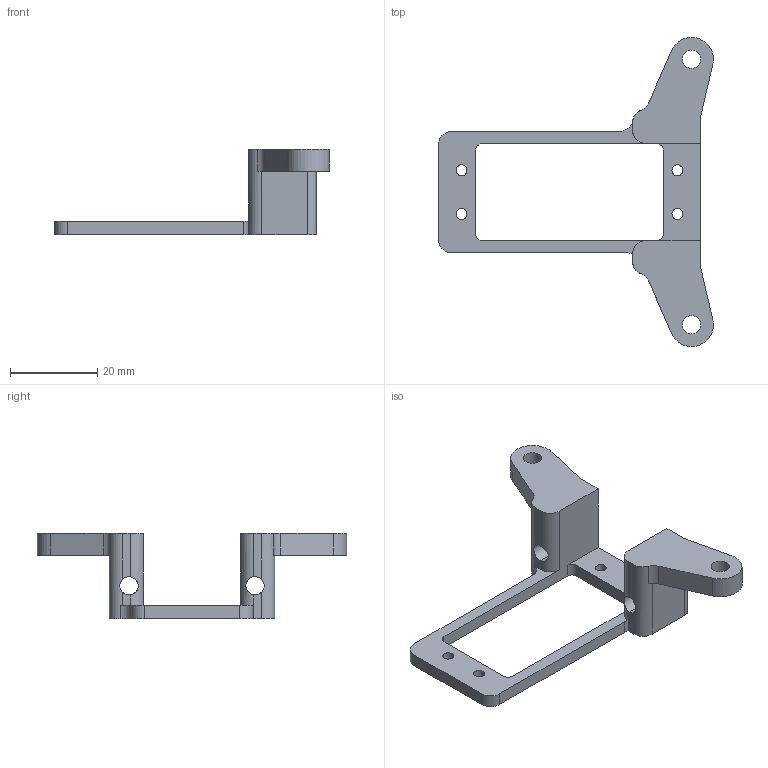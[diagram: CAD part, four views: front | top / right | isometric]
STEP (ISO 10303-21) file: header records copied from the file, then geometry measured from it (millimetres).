
FILE_DESCRIPTION (( 'STEP AP203' ), '1' );
FILE_NAME ('JC07-29压飞机电机座（数量2）.STEP', '2021-09-16T03:16:47', ( '' ), ( '' ), 'SwSTEP 2.0', 'SolidWorks 2018', '' );
FILE_SCHEMA (( 'CONFIG_CONTROL_DESIGN' ));
Length unit declared in the file: millimetre
Products named in the file (1): JC07-29压飞机电机座（数量2）
Bounding box: 63 x 70.89 x 19.5 mm (x, y, z)
Volume: 7567.7 mm3; surface area: 5570.6 mm2
Topology: 1 solids, 1 shells, 63 faces, 191 edges, 127 vertices
Faces by surface type: cylinder 38, plane 25
Entity records: 2369 total; most frequent: CARTESIAN_POINT 466, DIRECTION 398, ORIENTED_EDGE 382, EDGE_CURVE 191, AXIS2_PLACEMENT_3D 147, VERTEX_POINT 127, LINE 104, VECTOR 104
